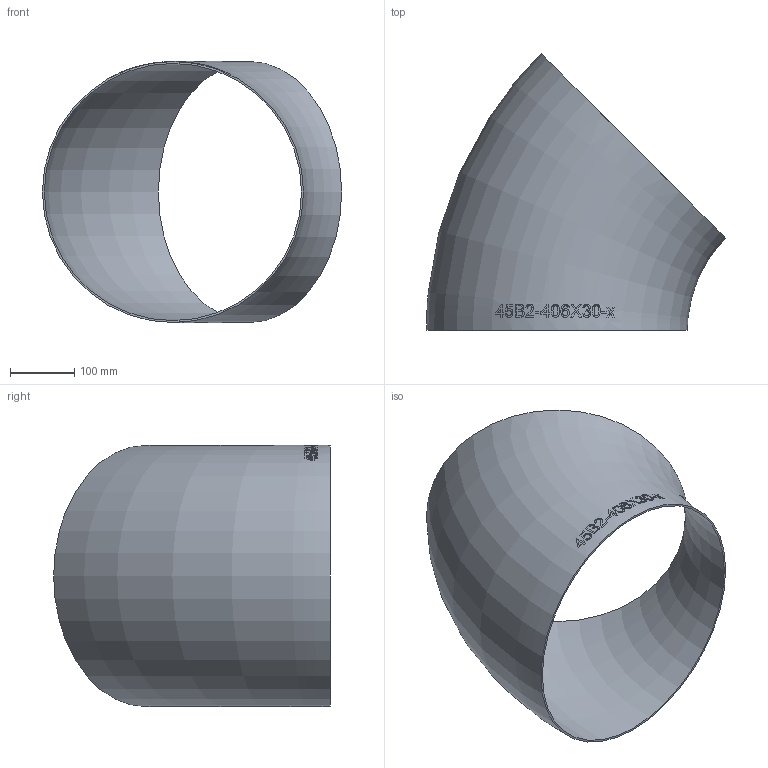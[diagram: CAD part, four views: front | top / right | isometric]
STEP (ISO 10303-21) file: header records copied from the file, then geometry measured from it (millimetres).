
FILE_DESCRIPTION (( 'STEP AP214' ), '1' );
FILE_NAME ('45B2-406X30-x Bogen 2005.STEP', '2020-05-06T14:30:03', ( '' ), ( '' ), 'SwSTEP 2.0', 'SolidWorks 2019', '' );
FILE_SCHEMA (( 'AUTOMOTIVE_DESIGN' ));
Length unit declared in the file: millimetre
Products named in the file (1): 45B2-406X30-x Bogen 2005
Bounding box: 465.8 x 430.77 x 406.4 mm (x, y, z)
Volume: 1212293.2 mm3; surface area: 815866.2 mm2
Topology: 1 solids, 1 shells, 192 faces, 514 edges, 343 vertices
Faces by surface type: bspline 168, torus 22, plane 2
Entity records: 37314 total; most frequent: CARTESIAN_POINT 32010, ORIENTED_EDGE 1016, EDGE_CURVE 508, B_SPLINE_CURVE_WITH_KNOTS 504, VERTEX_POINT 340, EDGE_LOOP 216, FACE_OUTER_BOUND 194, ADVANCED_FACE 192
